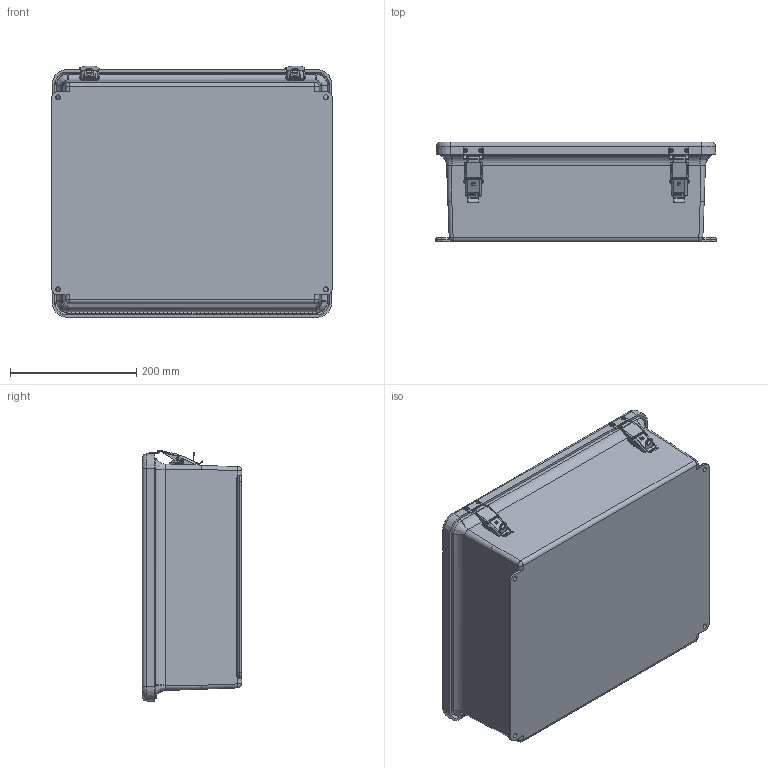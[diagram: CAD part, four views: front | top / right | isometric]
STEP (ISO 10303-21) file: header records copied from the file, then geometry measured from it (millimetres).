
FILE_DESCRIPTION (( 'STEP AP214' ), '1' );
FILE_NAME ('NBF161406_3D.step', '2024-06-03T14:31:53', ( '' ), ( '' ), 'SwSTEP 2.0', 'SolidWorks 2022', '' );
FILE_SCHEMA (( 'AUTOMOTIVE_DESIGN' ));
Length unit declared in the file: inch
Products named in the file (23): J1614HL_2; RMHINGPIN15; RMRIV43_3; RMINS45821P_52; RMKEEPJHPL_3; RMLATJHPL_5; HPL latch pin; RMINS45821P_51; HPL ANCHOR PLATE_3; HPL latch pin_3; HPL HOOK BLADE_3; RMINS45821P_50; RMLATJHPL_6; NBF161406_3D; RMHINGBOX15; RMINS45821P_49; HPL LOCKING LAYER_3; RMHING15; HPL latch pin 2_3; J1614BHL; RMHINGCOV15; GASKET_1614; J1614HLCVR
Assembly tree (44 placements, depth 3):
  NBF161406_3D
    J1614BHL
      J1614HL_2
      RMINS45821P_49
      RMINS45821P_50
      RMINS45821P_51
      RMINS45821P_52
    J1614HLCVR
    GASKET_1614
    RMHING15
      RMHINGCOV15
      RMHINGBOX15
      RMHINGPIN15
    RMRIV43_3  x18
    RMLATJHPL_5
      HPL ANCHOR PLATE_3
      HPL LOCKING LAYER_3
      HPL HOOK BLADE_3
      HPL latch pin_3
      HPL latch pin 2_3
    RMLATJHPL_6
      HPL ANCHOR PLATE_3
      HPL LOCKING LAYER_3
      HPL HOOK BLADE_3
      HPL latch pin
      HPL latch pin 2_3
    RMKEEPJHPL_3  x2
Bounding box: 445.29 x 157.71 x 398.93 mm (x, y, z)
Volume: 2360695.4 mm3; surface area: 1269414.5 mm2
Topology: 38 solids, 40 shells, 1515 faces, 3966 edges, 2566 vertices
Faces by surface type: cylinder 794, plane 531, bspline 88, cone 82, torus 20
Entity records: 56055 total; most frequent: CARTESIAN_POINT 12307, DIRECTION 6172, ORIENTED_EDGE 6106, EDGE_CURVE 3055, AXIS2_PLACEMENT_3D 2297, VERTEX_POINT 1985, VECTOR 1578, LINE 1578
